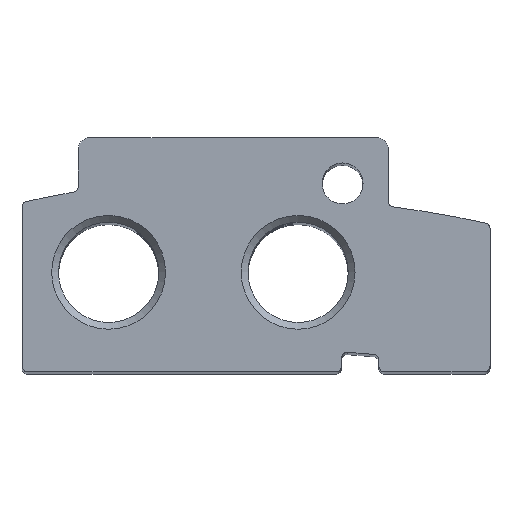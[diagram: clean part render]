
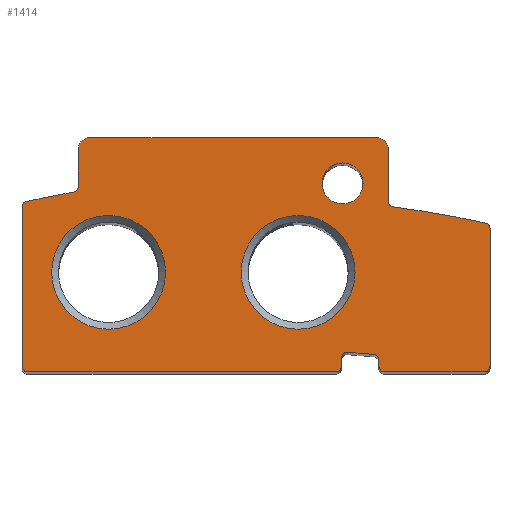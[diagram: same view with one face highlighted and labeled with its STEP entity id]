
A CAD part, top view. The second image highlights one B-rep face of the part: STEP entity #1414.
In plain terms, the highlighted planar face has unit normal (0, 0, 1).
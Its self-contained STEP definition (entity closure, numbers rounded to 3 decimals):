
#53=CIRCLE('',#1504,0.5);
#57=CIRCLE('',#1510,0.5);
#59=CIRCLE('',#1514,0.5);
#61=CIRCLE('',#1518,0.5);
#63=CIRCLE('',#1522,0.5);
#65=CIRCLE('',#1526,0.5);
#67=CIRCLE('',#1530,0.5);
#69=CIRCLE('',#1533,90.);
#71=CIRCLE('',#1536,0.5);
#73=CIRCLE('',#1540,1.);
#105=CIRCLE('',#1574,1.);
#107=CIRCLE('',#1578,0.5);
#109=CIRCLE('',#1581,90.);
#111=CIRCLE('',#1584,0.5);
#112=CIRCLE('',#1586,1.75);
#113=CIRCLE('',#1587,4.864);
#114=CIRCLE('',#1588,4.864);
#332=ORIENTED_EDGE('',*,*,#648,.F.);
#333=ORIENTED_EDGE('',*,*,#649,.F.);
#334=ORIENTED_EDGE('',*,*,#650,.F.);
#335=ORIENTED_EDGE('',*,*,#546,.T.);
#336=ORIENTED_EDGE('',*,*,#550,.T.);
#337=ORIENTED_EDGE('',*,*,#555,.T.);
#338=ORIENTED_EDGE('',*,*,#558,.T.);
#339=ORIENTED_EDGE('',*,*,#561,.T.);
#340=ORIENTED_EDGE('',*,*,#564,.F.);
#341=ORIENTED_EDGE('',*,*,#567,.T.);
#342=ORIENTED_EDGE('',*,*,#570,.F.);
#343=ORIENTED_EDGE('',*,*,#573,.T.);
#344=ORIENTED_EDGE('',*,*,#576,.T.);
#345=ORIENTED_EDGE('',*,*,#579,.T.);
#346=ORIENTED_EDGE('',*,*,#582,.T.);
#347=ORIENTED_EDGE('',*,*,#585,.T.);
#348=ORIENTED_EDGE('',*,*,#588,.T.);
#349=ORIENTED_EDGE('',*,*,#591,.T.);
#350=ORIENTED_EDGE('',*,*,#594,.F.);
#351=ORIENTED_EDGE('',*,*,#597,.T.);
#352=ORIENTED_EDGE('',*,*,#600,.T.);
#353=ORIENTED_EDGE('',*,*,#633,.T.);
#354=ORIENTED_EDGE('',*,*,#636,.T.);
#355=ORIENTED_EDGE('',*,*,#639,.T.);
#356=ORIENTED_EDGE('',*,*,#642,.F.);
#357=ORIENTED_EDGE('',*,*,#645,.T.);
#358=ORIENTED_EDGE('',*,*,#647,.T.);
#546=EDGE_CURVE('',#717,#716,#855,.T.);
#550=EDGE_CURVE('',#716,#719,#53,.T.);
#555=EDGE_CURVE('',#719,#723,#860,.T.);
#558=EDGE_CURVE('',#723,#725,#57,.T.);
#561=EDGE_CURVE('',#725,#727,#864,.T.);
#564=EDGE_CURVE('',#729,#727,#59,.T.);
#567=EDGE_CURVE('',#729,#731,#868,.T.);
#570=EDGE_CURVE('',#733,#731,#61,.T.);
#573=EDGE_CURVE('',#733,#735,#872,.T.);
#576=EDGE_CURVE('',#735,#737,#63,.T.);
#579=EDGE_CURVE('',#737,#739,#876,.T.);
#582=EDGE_CURVE('',#739,#741,#65,.T.);
#585=EDGE_CURVE('',#741,#743,#880,.T.);
#588=EDGE_CURVE('',#743,#745,#67,.T.);
#591=EDGE_CURVE('',#745,#747,#69,.T.);
#594=EDGE_CURVE('',#749,#747,#71,.T.);
#597=EDGE_CURVE('',#749,#751,#886,.T.);
#600=EDGE_CURVE('',#751,#753,#73,.T.);
#633=EDGE_CURVE('',#753,#785,#890,.T.);
#636=EDGE_CURVE('',#785,#787,#105,.T.);
#639=EDGE_CURVE('',#787,#789,#894,.T.);
#642=EDGE_CURVE('',#791,#789,#107,.T.);
#645=EDGE_CURVE('',#791,#793,#109,.T.);
#647=EDGE_CURVE('',#793,#717,#111,.T.);
#648=EDGE_CURVE('',#794,#794,#112,.T.);
#649=EDGE_CURVE('',#795,#795,#113,.T.);
#650=EDGE_CURVE('',#796,#796,#114,.T.);
#716=VERTEX_POINT('',#2169);
#717=VERTEX_POINT('',#2171);
#719=VERTEX_POINT('',#2177);
#723=VERTEX_POINT('',#2187);
#725=VERTEX_POINT('',#2193);
#727=VERTEX_POINT('',#2199);
#729=VERTEX_POINT('',#2205);
#731=VERTEX_POINT('',#2211);
#733=VERTEX_POINT('',#2217);
#735=VERTEX_POINT('',#2223);
#737=VERTEX_POINT('',#2229);
#739=VERTEX_POINT('',#2235);
#741=VERTEX_POINT('',#2241);
#743=VERTEX_POINT('',#2247);
#745=VERTEX_POINT('',#2253);
#747=VERTEX_POINT('',#2259);
#749=VERTEX_POINT('',#2265);
#751=VERTEX_POINT('',#2271);
#753=VERTEX_POINT('',#2277);
#785=VERTEX_POINT('',#2343);
#787=VERTEX_POINT('',#2349);
#789=VERTEX_POINT('',#2355);
#791=VERTEX_POINT('',#2361);
#793=VERTEX_POINT('',#2367);
#794=VERTEX_POINT('',#2374);
#795=VERTEX_POINT('',#2376);
#796=VERTEX_POINT('',#2378);
#855=LINE('',#2170,#906);
#860=LINE('',#2188,#911);
#864=LINE('',#2200,#915);
#868=LINE('',#2212,#919);
#872=LINE('',#2224,#923);
#876=LINE('',#2236,#927);
#880=LINE('',#2248,#931);
#886=LINE('',#2272,#937);
#890=LINE('',#2344,#941);
#894=LINE('',#2356,#945);
#906=VECTOR('',#1710,1000.);
#911=VECTOR('',#1727,1000.);
#915=VECTOR('',#1739,1000.);
#919=VECTOR('',#1751,1000.);
#923=VECTOR('',#1763,1000.);
#927=VECTOR('',#1775,1000.);
#931=VECTOR('',#1787,1000.);
#937=VECTOR('',#1813,1000.);
#941=VECTOR('',#1885,1000.);
#945=VECTOR('',#1897,1000.);
#1011=EDGE_LOOP('',(#332));
#1012=EDGE_LOOP('',(#333));
#1013=EDGE_LOOP('',(#334));
#1014=EDGE_LOOP('',(#335,#336,#337,#338,#339,#340,#341,#342,#343,#344,#345,
#346,#347,#348,#349,#350,#351,#352,#353,#354,#355,#356,#357,#358));
#1212=FACE_BOUND('',#1011,.T.);
#1213=FACE_BOUND('',#1012,.T.);
#1214=FACE_BOUND('',#1013,.T.);
#1215=FACE_BOUND('',#1014,.T.);
#1367=PLANE('',#1585);
#1414=ADVANCED_FACE('',(#1212,#1213,#1214,#1215),#1367,.T.);
#1504=AXIS2_PLACEMENT_3D('',#2178,#1717,#1718);
#1510=AXIS2_PLACEMENT_3D('',#2194,#1733,#1734);
#1514=AXIS2_PLACEMENT_3D('',#2206,#1745,#1746);
#1518=AXIS2_PLACEMENT_3D('',#2218,#1757,#1758);
#1522=AXIS2_PLACEMENT_3D('',#2230,#1769,#1770);
#1526=AXIS2_PLACEMENT_3D('',#2242,#1781,#1782);
#1530=AXIS2_PLACEMENT_3D('',#2254,#1793,#1794);
#1533=AXIS2_PLACEMENT_3D('',#2260,#1800,#1801);
#1536=AXIS2_PLACEMENT_3D('',#2266,#1807,#1808);
#1540=AXIS2_PLACEMENT_3D('',#2278,#1819,#1820);
#1574=AXIS2_PLACEMENT_3D('',#2350,#1891,#1892);
#1578=AXIS2_PLACEMENT_3D('',#2362,#1903,#1904);
#1581=AXIS2_PLACEMENT_3D('',#2368,#1910,#1911);
#1584=AXIS2_PLACEMENT_3D('',#2371,#1916,#1917);
#1585=AXIS2_PLACEMENT_3D('',#2372,#1918,#1919);
#1586=AXIS2_PLACEMENT_3D('',#2373,#1920,#1921);
#1587=AXIS2_PLACEMENT_3D('',#2375,#1922,#1923);
#1588=AXIS2_PLACEMENT_3D('',#2377,#1924,#1925);
#1710=DIRECTION('',(0.,-1.,0.));
#1717=DIRECTION('',(0.,0.,1.));
#1718=DIRECTION('',(1.,0.,0.));
#1727=DIRECTION('',(1.,0.,0.));
#1733=DIRECTION('',(0.,0.,1.));
#1734=DIRECTION('',(1.,0.,0.));
#1739=DIRECTION('',(0.,1.,0.));
#1745=DIRECTION('',(0.,0.,1.));
#1746=DIRECTION('',(1.,0.,0.));
#1751=DIRECTION('',(0.997,-0.08,0.));
#1757=DIRECTION('',(0.,0.,1.));
#1758=DIRECTION('',(1.,0.,0.));
#1763=DIRECTION('',(0.,-1.,0.));
#1769=DIRECTION('',(0.,0.,1.));
#1770=DIRECTION('',(1.,0.,0.));
#1775=DIRECTION('',(1.,0.,0.));
#1781=DIRECTION('',(0.,0.,1.));
#1782=DIRECTION('',(1.,0.,0.));
#1787=DIRECTION('',(0.,1.,0.));
#1793=DIRECTION('',(0.,0.,1.));
#1794=DIRECTION('',(1.,0.,0.));
#1800=DIRECTION('',(0.,0.,1.));
#1801=DIRECTION('',(1.,0.,0.));
#1807=DIRECTION('',(0.,0.,1.));
#1808=DIRECTION('',(1.,0.,0.));
#1813=DIRECTION('',(0.,1.,0.));
#1819=DIRECTION('',(0.,0.,1.));
#1820=DIRECTION('',(1.,0.,0.));
#1885=DIRECTION('',(-1.,0.,0.));
#1891=DIRECTION('',(0.,0.,1.));
#1892=DIRECTION('',(1.,0.,0.));
#1897=DIRECTION('',(0.,-1.,0.));
#1903=DIRECTION('',(0.,0.,1.));
#1904=DIRECTION('',(1.,0.,0.));
#1910=DIRECTION('',(0.,0.,1.));
#1911=DIRECTION('',(1.,0.,0.));
#1916=DIRECTION('',(0.,0.,1.));
#1917=DIRECTION('',(1.,0.,0.));
#1918=DIRECTION('',(0.,0.,1.));
#1919=DIRECTION('',(1.,0.,0.));
#1920=DIRECTION('',(0.,0.,1.));
#1921=DIRECTION('',(1.,0.,0.));
#1922=DIRECTION('',(0.,0.,1.));
#1923=DIRECTION('',(1.,0.,0.));
#1924=DIRECTION('',(0.,0.,1.));
#1925=DIRECTION('',(1.,0.,0.));
#2169=CARTESIAN_POINT('',(-20.,-19.5,117.));
#2170=CARTESIAN_POINT('',(-20.,-5.929,117.));
#2171=CARTESIAN_POINT('',(-20.,-5.929,117.));
#2177=CARTESIAN_POINT('',(-19.5,-20.,117.));
#2178=CARTESIAN_POINT('',(-19.5,-19.5,117.));
#2187=CARTESIAN_POINT('',(6.8,-20.,117.));
#2188=CARTESIAN_POINT('',(-19.5,-20.,117.));
#2193=CARTESIAN_POINT('',(7.3,-19.5,117.));
#2194=CARTESIAN_POINT('',(6.8,-19.5,117.));
#2199=CARTESIAN_POINT('',(7.3,-18.832,117.));
#2200=CARTESIAN_POINT('',(7.3,-19.5,117.));
#2205=CARTESIAN_POINT('',(7.84,-18.334,117.));
#2206=CARTESIAN_POINT('',(7.8,-18.832,117.));
#2211=CARTESIAN_POINT('',(10.04,-18.51,117.));
#2212=CARTESIAN_POINT('',(7.84,-18.334,117.));
#2217=CARTESIAN_POINT('',(10.5,-19.008,117.));
#2218=CARTESIAN_POINT('',(10.,-19.008,117.));
#2223=CARTESIAN_POINT('',(10.5,-19.5,117.));
#2224=CARTESIAN_POINT('',(10.5,-19.008,117.));
#2229=CARTESIAN_POINT('',(11.,-20.,117.));
#2230=CARTESIAN_POINT('',(11.,-19.5,117.));
#2235=CARTESIAN_POINT('',(19.5,-20.,117.));
#2236=CARTESIAN_POINT('',(11.,-20.,117.));
#2241=CARTESIAN_POINT('',(20.,-19.5,117.));
#2242=CARTESIAN_POINT('',(19.5,-19.5,117.));
#2247=CARTESIAN_POINT('',(20.,-7.775,117.));
#2248=CARTESIAN_POINT('',(20.,-19.5,117.));
#2253=CARTESIAN_POINT('',(19.608,-7.287,117.));
#2254=CARTESIAN_POINT('',(19.5,-7.775,117.));
#2259=CARTESIAN_POINT('',(11.736,-5.91,117.));
#2260=CARTESIAN_POINT('',(0.18,-95.165,117.));
#2265=CARTESIAN_POINT('',(11.3,-5.414,117.));
#2266=CARTESIAN_POINT('',(11.8,-5.414,117.));
#2271=CARTESIAN_POINT('',(11.3,-1.,117.));
#2272=CARTESIAN_POINT('',(11.3,-5.414,117.));
#2277=CARTESIAN_POINT('',(10.3,0.,117.));
#2278=CARTESIAN_POINT('',(10.3,-1.,117.));
#2343=CARTESIAN_POINT('',(-14.2,0.,117.));
#2344=CARTESIAN_POINT('',(10.3,0.,117.));
#2349=CARTESIAN_POINT('',(-15.2,-1.,117.));
#2350=CARTESIAN_POINT('',(-14.2,-1.,117.));
#2355=CARTESIAN_POINT('',(-15.2,-4.151,117.));
#2356=CARTESIAN_POINT('',(-15.2,-1.,117.));
#2361=CARTESIAN_POINT('',(-15.613,-4.644,117.));
#2362=CARTESIAN_POINT('',(-15.7,-4.151,117.));
#2367=CARTESIAN_POINT('',(-19.609,-5.441,117.));
#2368=CARTESIAN_POINT('',(0.,-93.279,117.));
#2371=CARTESIAN_POINT('',(-19.5,-5.929,117.));
#2372=CARTESIAN_POINT('',(-19.5,-19.5,117.));
#2373=CARTESIAN_POINT('',(7.4,-3.9,117.));
#2374=CARTESIAN_POINT('',(9.15,-3.9,117.));
#2375=CARTESIAN_POINT('',(3.6,-11.5,117.));
#2376=CARTESIAN_POINT('',(8.464,-11.5,117.));
#2377=CARTESIAN_POINT('',(-12.6,-11.5,117.));
#2378=CARTESIAN_POINT('',(-7.736,-11.5,117.));
